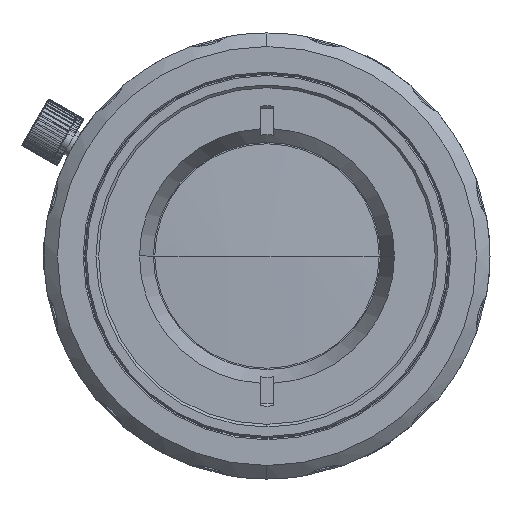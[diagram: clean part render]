
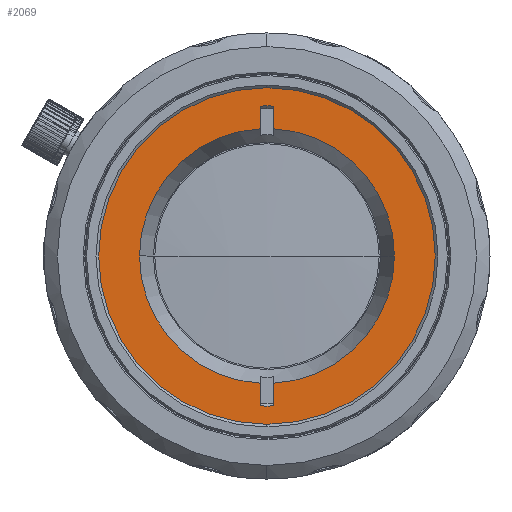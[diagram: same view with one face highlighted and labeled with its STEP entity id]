
A CAD part, left-side view. The second image highlights one B-rep face of the part: STEP entity #2069.
In plain terms, the highlighted planar face has unit normal (-1, 0, 0).
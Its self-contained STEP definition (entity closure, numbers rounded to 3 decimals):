
#216 = ORIENTED_EDGE ( 'NONE', *, *, #2801, .T. ) ;
#219 = ORIENTED_EDGE ( 'NONE', *, *, #14351, .T. ) ;
#2069 = ADVANCED_FACE ( 'NONE', ( #7300, #7299 ), #7305, .F. ) ;
#2070 = ORIENTED_EDGE ( 'NONE', *, *, #14379, .T. ) ;
#2071 = ORIENTED_EDGE ( 'NONE', *, *, #2849, .T. ) ;
#2072 = ORIENTED_EDGE ( 'NONE', *, *, #2824, .T. ) ;
#2073 = ORIENTED_EDGE ( 'NONE', *, *, #2886, .T. ) ;
#2074 = ORIENTED_EDGE ( 'NONE', *, *, #2812, .T. ) ;
#2801 = EDGE_CURVE ( 'NONE', #2803, #2847, #7696, .T. ) ;
#2803 = VERTEX_POINT ( 'NONE', #7691 ) ;
#2806 = VERTEX_POINT ( 'NONE', #7690 ) ;
#2812 = EDGE_CURVE ( 'NONE', #14163, #2857, #7688, .T. ) ;
#2824 = EDGE_CURVE ( 'NONE', #14383, #2806, #7735, .T. ) ;
#2825 = EDGE_CURVE ( 'NONE', #2806, #2835, #7731, .T. ) ;
#2826 = EDGE_CURVE ( 'NONE', #2835, #14360, #7727, .T. ) ;
#2835 = VERTEX_POINT ( 'NONE', #7776 ) ;
#2847 = VERTEX_POINT ( 'NONE', #7759 ) ;
#2848 = EDGE_CURVE ( 'NONE', #2857, #14349, #7761, .T. ) ;
#2849 = EDGE_CURVE ( 'NONE', #2847, #14265, #7750, .T. ) ;
#2857 = VERTEX_POINT ( 'NONE', #7791 ) ;
#2860 = ORIENTED_EDGE ( 'NONE', *, *, #2864, .T. ) ;
#2864 = EDGE_CURVE ( 'NONE', #14254, #14308, #7827, .T. ) ;
#2865 = EDGE_LOOP ( 'NONE', ( #2860, #2873 ) ) ;
#2866 = ORIENTED_EDGE ( 'NONE', *, *, #2848, .T. ) ;
#2867 = ORIENTED_EDGE ( 'NONE', *, *, #2825, .T. ) ;
#2868 = EDGE_LOOP ( 'NONE', ( #2073, #216, #2071, #2070, #2074, #2866, #219, #2072, #2867, #2870, #2869 ) ) ;
#2869 = ORIENTED_EDGE ( 'NONE', *, *, #14359, .T. ) ;
#2870 = ORIENTED_EDGE ( 'NONE', *, *, #2826, .T. ) ;
#2873 = ORIENTED_EDGE ( 'NONE', *, *, #14165, .T. ) ;
#2886 = EDGE_CURVE ( 'NONE', #14378, #2803, #7861, .T. ) ;
#7295 = DIRECTION ( 'NONE',  ( 0., 1., 0. ) ) ;
#7296 = DIRECTION ( 'NONE',  ( 1., 0., 0. ) ) ;
#7297 = CARTESIAN_POINT ( 'NONE',  ( -11.713, -9.427, 0. ) ) ;
#7298 = AXIS2_PLACEMENT_3D ( 'NONE', #7297, #7296, #7295 ) ;
#7299 = FACE_OUTER_BOUND ( 'NONE', #2865, .T. ) ;
#7300 = FACE_BOUND ( 'NONE', #2868, .T. ) ;
#7305 = PLANE ( 'NONE',  #7298 ) ;
#7684 = DIRECTION ( 'NONE',  ( 0., 1., 0. ) ) ;
#7685 = DIRECTION ( 'NONE',  ( 1., 0., 0. ) ) ;
#7686 = CARTESIAN_POINT ( 'NONE',  ( -11.713, 0., 0. ) ) ;
#7687 = AXIS2_PLACEMENT_3D ( 'NONE', #7686, #7685, #7684 ) ;
#7688 = CIRCLE ( 'NONE', #7687, 9.427 ) ;
#7690 = CARTESIAN_POINT ( 'NONE',  ( -11.713, -0.5, 11.089 ) ) ;
#7691 = CARTESIAN_POINT ( 'NONE',  ( -11.713, -0.5, -11.089 ) ) ;
#7692 = DIRECTION ( 'NONE',  ( 0., 0., 1. ) ) ;
#7693 = DIRECTION ( 'NONE',  ( 1., 0., 0. ) ) ;
#7694 = CARTESIAN_POINT ( 'NONE',  ( -11.713, 0., 0. ) ) ;
#7695 = AXIS2_PLACEMENT_3D ( 'NONE', #7694, #7693, #7692 ) ;
#7696 = CIRCLE ( 'NONE', #7695, 11.1 ) ;
#7722 = DIRECTION ( 'NONE',  ( 0., 1., 0. ) ) ;
#7724 = DIRECTION ( 'NONE',  ( 1., 0., 0. ) ) ;
#7725 = CARTESIAN_POINT ( 'NONE',  ( -11.713, 0., 0. ) ) ;
#7726 = AXIS2_PLACEMENT_3D ( 'NONE', #7725, #7724, #7722 ) ;
#7727 = CIRCLE ( 'NONE', #7726, 9.427 ) ;
#7728 = DIRECTION ( 'NONE',  ( 0., 0., -1. ) ) ;
#7729 = VECTOR ( 'NONE', #7728, 1000. ) ;
#7730 = CARTESIAN_POINT ( 'NONE',  ( -11.713, -0.5, 0. ) ) ;
#7731 = LINE ( 'NONE', #7730, #7729 ) ;
#7732 = DIRECTION ( 'NONE',  ( 0., 0., 1. ) ) ;
#7733 = DIRECTION ( 'NONE',  ( 1., 0., 0. ) ) ;
#7734 = AXIS2_PLACEMENT_3D ( 'NONE', #7740, #7733, #7732 ) ;
#7735 = CIRCLE ( 'NONE', #7734, 11.1 ) ;
#7740 = CARTESIAN_POINT ( 'NONE',  ( -11.713, 0., 0. ) ) ;
#7747 = DIRECTION ( 'NONE',  ( 0., 0., 1. ) ) ;
#7748 = VECTOR ( 'NONE', #7747, 1000. ) ;
#7749 = CARTESIAN_POINT ( 'NONE',  ( -11.713, 0.5, 0. ) ) ;
#7750 = LINE ( 'NONE', #7749, #7748 ) ;
#7752 = DIRECTION ( 'NONE',  ( 0., 0., 1. ) ) ;
#7753 = VECTOR ( 'NONE', #7752, 1000. ) ;
#7754 = CARTESIAN_POINT ( 'NONE',  ( -11.713, 0.5, 0. ) ) ;
#7759 = CARTESIAN_POINT ( 'NONE',  ( -11.713, 0.5, -11.089 ) ) ;
#7761 = LINE ( 'NONE', #7754, #7753 ) ;
#7776 = CARTESIAN_POINT ( 'NONE',  ( -11.713, -0.5, 9.414 ) ) ;
#7777 = CARTESIAN_POINT ( 'NONE',  ( -11.713, 0., 0. ) ) ;
#7791 = CARTESIAN_POINT ( 'NONE',  ( -11.713, 0.5, 9.414 ) ) ;
#7824 = DIRECTION ( 'NONE',  ( 0., 0., 1. ) ) ;
#7825 = DIRECTION ( 'NONE',  ( -1., 0., 0. ) ) ;
#7826 = AXIS2_PLACEMENT_3D ( 'NONE', #7777, #7825, #7824 ) ;
#7827 = CIRCLE ( 'NONE', #7826, 12.85 ) ;
#7858 = DIRECTION ( 'NONE',  ( 0., 0., -1. ) ) ;
#7859 = VECTOR ( 'NONE', #7858, 1000. ) ;
#7860 = CARTESIAN_POINT ( 'NONE',  ( -11.713, -0.5, 0. ) ) ;
#7861 = LINE ( 'NONE', #7860, #7859 ) ;
#9115 = DIRECTION ( 'NONE',  ( 0., 0., 1. ) ) ;
#9116 = DIRECTION ( 'NONE',  ( -1., 0., 0. ) ) ;
#9117 = CARTESIAN_POINT ( 'NONE',  ( -11.713, 0., 0. ) ) ;
#9118 = AXIS2_PLACEMENT_3D ( 'NONE', #9117, #9116, #9115 ) ;
#9119 = CIRCLE ( 'NONE', #9118, 12.85 ) ;
#9120 = CARTESIAN_POINT ( 'NONE',  ( -11.713, 9.427, 0. ) ) ;
#9301 = CARTESIAN_POINT ( 'NONE',  ( -11.713, 0.5, -9.414 ) ) ;
#9328 = CARTESIAN_POINT ( 'NONE',  ( -11.713, 0., 12.85 ) ) ;
#9401 = CARTESIAN_POINT ( 'NONE',  ( -11.713, 0., -12.85 ) ) ;
#9455 = CARTESIAN_POINT ( 'NONE',  ( -11.713, 0.5, 11.089 ) ) ;
#9504 = DIRECTION ( 'NONE',  ( 0., 0., 1. ) ) ;
#9505 = DIRECTION ( 'NONE',  ( 1., 0., 0. ) ) ;
#9506 = CARTESIAN_POINT ( 'NONE',  ( -11.713, 0., 0. ) ) ;
#9507 = AXIS2_PLACEMENT_3D ( 'NONE', #9506, #9505, #9504 ) ;
#9508 = CIRCLE ( 'NONE', #9507, 11.1 ) ;
#9541 = CARTESIAN_POINT ( 'NONE',  ( -11.713, -9.427, 0. ) ) ;
#9542 = DIRECTION ( 'NONE',  ( 0., 1., 0. ) ) ;
#9543 = DIRECTION ( 'NONE',  ( 1., 0., 0. ) ) ;
#9544 = CARTESIAN_POINT ( 'NONE',  ( -11.713, 0., 0. ) ) ;
#9545 = AXIS2_PLACEMENT_3D ( 'NONE', #9544, #9543, #9542 ) ;
#9546 = CIRCLE ( 'NONE', #9545, 9.427 ) ;
#9560 = CARTESIAN_POINT ( 'NONE',  ( -11.713, 0., 11.1 ) ) ;
#9565 = DIRECTION ( 'NONE',  ( 0., 1., 0. ) ) ;
#9566 = DIRECTION ( 'NONE',  ( 1., 0., 0. ) ) ;
#9567 = AXIS2_PLACEMENT_3D ( 'NONE', #9575, #9566, #9565 ) ;
#9568 = CIRCLE ( 'NONE', #9567, 9.427 ) ;
#9573 = CARTESIAN_POINT ( 'NONE',  ( -11.713, -0.5, -9.414 ) ) ;
#9575 = CARTESIAN_POINT ( 'NONE',  ( -11.713, 0., 0. ) ) ;
#14163 = VERTEX_POINT ( 'NONE', #9120 ) ;
#14165 = EDGE_CURVE ( 'NONE', #14308, #14254, #9119, .T. ) ;
#14254 = VERTEX_POINT ( 'NONE', #9328 ) ;
#14265 = VERTEX_POINT ( 'NONE', #9301 ) ;
#14308 = VERTEX_POINT ( 'NONE', #9401 ) ;
#14349 = VERTEX_POINT ( 'NONE', #9455 ) ;
#14351 = EDGE_CURVE ( 'NONE', #14349, #14383, #9508, .T. ) ;
#14359 = EDGE_CURVE ( 'NONE', #14360, #14378, #9546, .T. ) ;
#14360 = VERTEX_POINT ( 'NONE', #9541 ) ;
#14378 = VERTEX_POINT ( 'NONE', #9573 ) ;
#14379 = EDGE_CURVE ( 'NONE', #14265, #14163, #9568, .T. ) ;
#14383 = VERTEX_POINT ( 'NONE', #9560 ) ;
